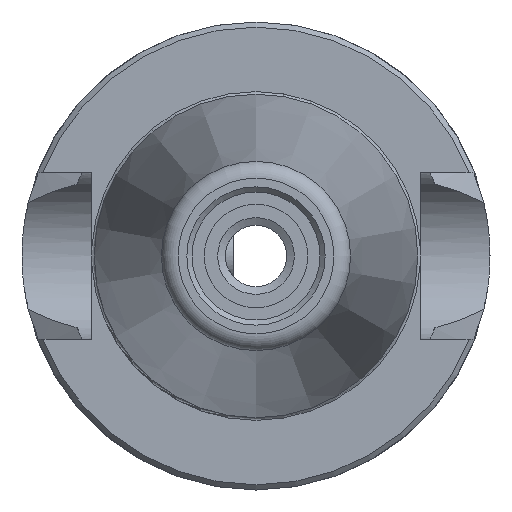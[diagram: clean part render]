
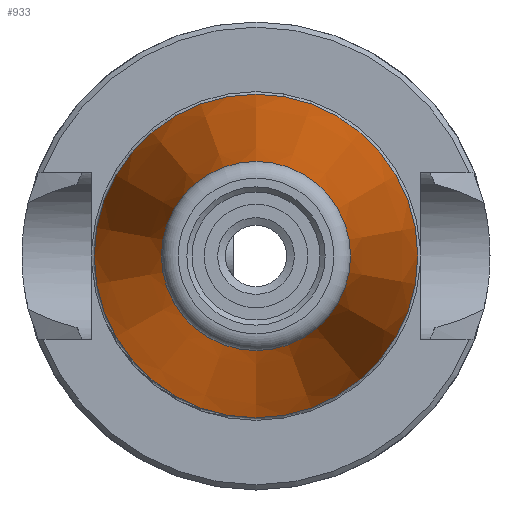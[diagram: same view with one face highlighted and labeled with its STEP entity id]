
A CAD part, left-side view. The second image highlights one B-rep face of the part: STEP entity #933.
In plain terms, the highlighted conical face has half-angle 7.973 degrees and reference radius 15.875 mm.
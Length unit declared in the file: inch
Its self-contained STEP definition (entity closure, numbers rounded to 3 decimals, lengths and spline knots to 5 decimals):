
#32=CONICAL_SURFACE('',#1034,0.625,0.139);
#110=CIRCLE('',#1030,0.36534);
#111=CIRCLE('',#1031,0.36534);
#113=CIRCLE('',#1035,0.625);
#114=CIRCLE('',#1036,0.625);
#185=FACE_OUTER_BOUND('',#248,.T.);
#248=EDGE_LOOP('',(#733,#734,#735,#736,#737,#738));
#306=LINE('',#1599,#361);
#361=VECTOR('',#1245,0.625);
#427=VERTEX_POINT('',#1587);
#428=VERTEX_POINT('',#1589);
#430=VERTEX_POINT('',#1596);
#431=VERTEX_POINT('',#1597);
#537=EDGE_CURVE('',#427,#428,#110,.T.);
#538=EDGE_CURVE('',#428,#427,#111,.T.);
#540=EDGE_CURVE('',#430,#431,#113,.T.);
#541=EDGE_CURVE('',#431,#428,#306,.T.);
#542=EDGE_CURVE('',#431,#430,#114,.T.);
#733=ORIENTED_EDGE('',*,*,#540,.T.);
#734=ORIENTED_EDGE('',*,*,#541,.T.);
#735=ORIENTED_EDGE('',*,*,#537,.F.);
#736=ORIENTED_EDGE('',*,*,#538,.F.);
#737=ORIENTED_EDGE('',*,*,#541,.F.);
#738=ORIENTED_EDGE('',*,*,#542,.T.);
#933=ADVANCED_FACE('',(#185),#32,.T.);
#1030=AXIS2_PLACEMENT_3D('',#1590,#1233,#1234);
#1031=AXIS2_PLACEMENT_3D('',#1591,#1235,#1236);
#1034=AXIS2_PLACEMENT_3D('',#1595,#1241,#1242);
#1035=AXIS2_PLACEMENT_3D('',#1598,#1243,#1244);
#1036=AXIS2_PLACEMENT_3D('',#1600,#1246,#1247);
#1233=DIRECTION('center_axis',(-1.,0.,0.));
#1234=DIRECTION('ref_axis',(0.,0.,-1.));
#1235=DIRECTION('center_axis',(-1.,0.,0.));
#1236=DIRECTION('ref_axis',(0.,0.,-1.));
#1241=DIRECTION('center_axis',(1.,0.,0.));
#1242=DIRECTION('ref_axis',(0.,0.,-1.));
#1243=DIRECTION('center_axis',(-1.,0.,0.));
#1244=DIRECTION('ref_axis',(0.,0.,1.));
#1245=DIRECTION('',(-0.99,0.,-0.139));
#1246=DIRECTION('center_axis',(-1.,0.,0.));
#1247=DIRECTION('ref_axis',(0.,0.,1.));
#1587=CARTESIAN_POINT('',(-1.85402,0.,-0.36534));
#1589=CARTESIAN_POINT('',(-1.85402,0.,0.36534));
#1590=CARTESIAN_POINT('Origin',(-1.85402,0.,0.));
#1591=CARTESIAN_POINT('Origin',(-1.85402,0.,0.));
#1595=CARTESIAN_POINT('Origin',(0.,0.,0.));
#1596=CARTESIAN_POINT('',(0.,0.,-0.625));
#1597=CARTESIAN_POINT('',(0.,0.,0.625));
#1598=CARTESIAN_POINT('Origin',(0.,0.,0.));
#1599=CARTESIAN_POINT('',(0.,0.,0.625));
#1600=CARTESIAN_POINT('Origin',(0.,0.,0.));
